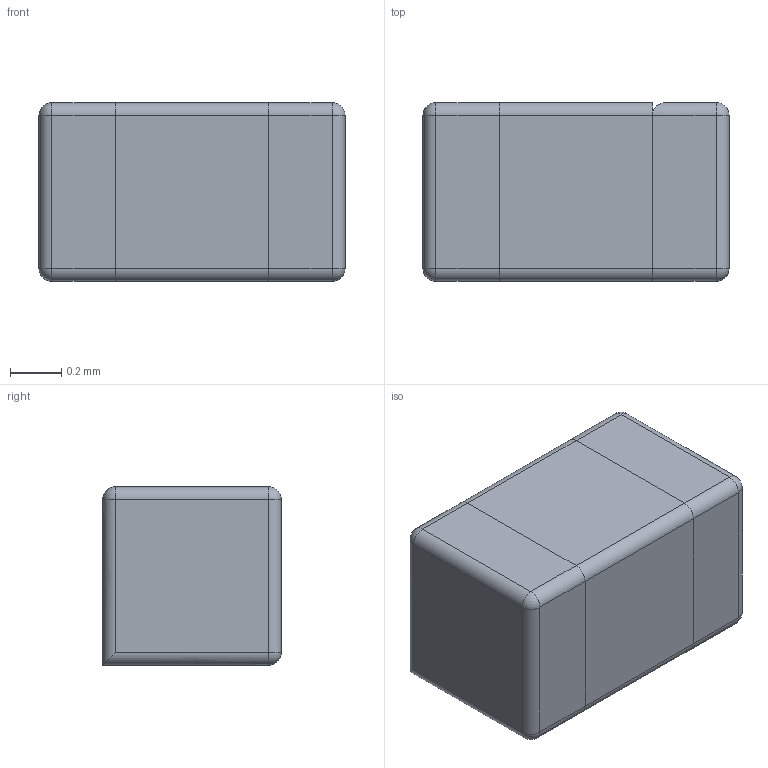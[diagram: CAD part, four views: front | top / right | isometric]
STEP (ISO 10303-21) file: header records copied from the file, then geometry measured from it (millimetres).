
FILE_DESCRIPTION((''),'2;1');
FILE_NAME('CAPC1005X70N.stp','2015-01-07T13:28:53',(''),(''),'Mechanical Desktop 2011','Mechanical Desktop 2011',', , ');
FILE_SCHEMA(('AUTOMOTIVE_DESIGN { 1 2 10303 214 1 1 1 1 }'));
Length unit declared in the file: millimetre
Products named in the file (1): Product
Bounding box: 1.2 x 0.7 x 0.7 mm (x, y, z)
Volume: 0.6 mm3; surface area: 6.1 mm2
Topology: 3 solids, 3 shells, 43 faces, 96 edges, 53 vertices
Faces by surface type: cylinder 19, plane 18, sphere 6
Entity records: 1181 total; most frequent: DIRECTION 213, CARTESIAN_POINT 187, ORIENTED_EDGE 180, EDGE_CURVE 90, AXIS2_PLACEMENT_3D 79, VECTOR 55, LINE 55, VERTEX_POINT 53
